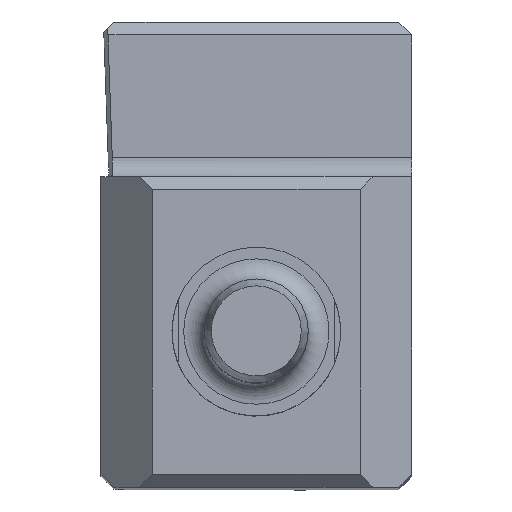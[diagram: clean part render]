
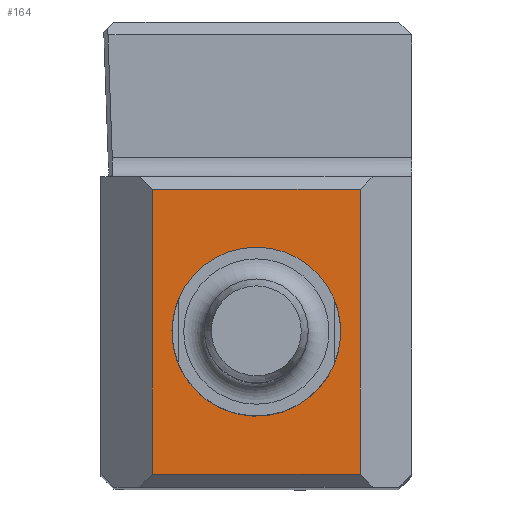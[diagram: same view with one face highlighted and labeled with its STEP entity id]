
A CAD part, top view. The second image highlights one B-rep face of the part: STEP entity #164.
In plain terms, the highlighted planar face has unit normal (0, 0, 1).
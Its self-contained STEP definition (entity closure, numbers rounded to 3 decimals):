
#117=FACE_BOUND('',#302,.T.);
#118=FACE_BOUND('',#303,.T.);
#145=CIRCLE('',#1115,3.25);
#164=ADVANCED_FACE('',(#117,#118),#218,.F.);
#218=PLANE('',#1116);
#302=EDGE_LOOP('',(#393));
#303=EDGE_LOOP('',(#394,#395,#396,#397));
#393=ORIENTED_EDGE('',*,*,#731,.T.);
#394=ORIENTED_EDGE('',*,*,#732,.T.);
#395=ORIENTED_EDGE('',*,*,#733,.T.);
#396=ORIENTED_EDGE('',*,*,#734,.T.);
#397=ORIENTED_EDGE('',*,*,#735,.T.);
#640=VERTEX_POINT('',#1526);
#641=VERTEX_POINT('',#1528);
#642=VERTEX_POINT('',#1529);
#643=VERTEX_POINT('',#1531);
#644=VERTEX_POINT('',#1533);
#731=EDGE_CURVE('',#640,#640,#145,.T.);
#732=EDGE_CURVE('',#641,#642,#856,.T.);
#733=EDGE_CURVE('',#642,#643,#857,.T.);
#734=EDGE_CURVE('',#643,#644,#858,.T.);
#735=EDGE_CURVE('',#644,#641,#859,.T.);
#856=LINE('',#1527,#959);
#857=LINE('',#1530,#960);
#858=LINE('',#1532,#961);
#859=LINE('',#1534,#962);
#959=VECTOR('',#1236,1.);
#960=VECTOR('',#1237,1.);
#961=VECTOR('',#1238,1.);
#962=VECTOR('',#1239,1.);
#1115=AXIS2_PLACEMENT_3D('',#1525,#1234,#1235);
#1116=AXIS2_PLACEMENT_3D('',#1535,#1240,#1241);
#1234=DIRECTION('',(0.,0.,-1.));
#1235=DIRECTION('',(0.,1.,0.));
#1236=DIRECTION('',(0.,-1.,0.));
#1237=DIRECTION('',(1.,0.,0.));
#1238=DIRECTION('',(0.,1.,0.));
#1239=DIRECTION('',(-1.,0.,0.));
#1240=DIRECTION('',(0.,0.,-1.));
#1241=DIRECTION('',(0.,-1.,0.));
#1525=CARTESIAN_POINT('',(5.988,5.987,0.));
#1526=CARTESIAN_POINT('',(5.988,9.237,0.));
#1527=CARTESIAN_POINT('',(1.983,0.,0.));
#1528=CARTESIAN_POINT('',(1.983,11.475,0.));
#1529=CARTESIAN_POINT('',(1.983,0.5,0.));
#1530=CARTESIAN_POINT('',(11.975,0.5,0.));
#1531=CARTESIAN_POINT('',(9.992,0.5,0.));
#1532=CARTESIAN_POINT('',(9.992,0.,0.));
#1533=CARTESIAN_POINT('',(9.992,11.475,0.));
#1534=CARTESIAN_POINT('',(11.975,11.475,0.));
#1535=CARTESIAN_POINT('',(11.975,0.,0.));
